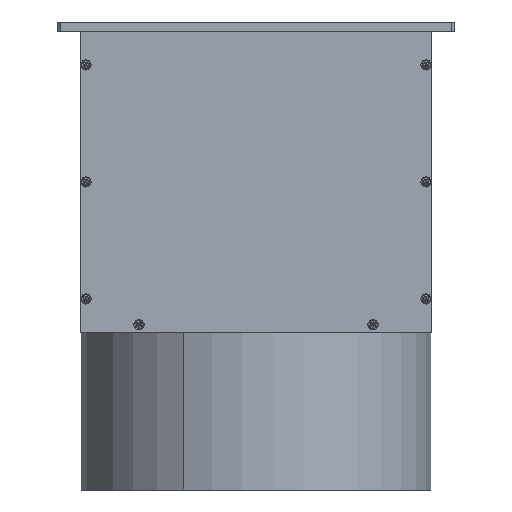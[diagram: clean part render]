
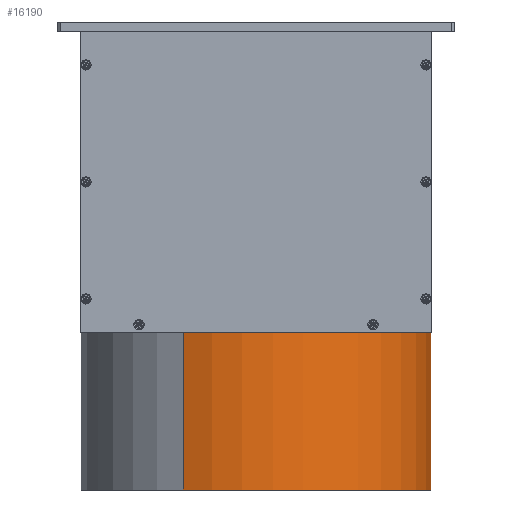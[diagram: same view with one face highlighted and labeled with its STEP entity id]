
A CAD part, left-side view. The second image highlights one B-rep face of the part: STEP entity #16190.
In plain terms, the highlighted cylindrical face has radius 112.5 mm (diameter 225 mm), a partial arc.
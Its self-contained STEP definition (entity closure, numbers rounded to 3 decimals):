
#639 = VECTOR ( 'NONE', #9348, 1000. ) ;
#779 = ORIENTED_EDGE ( 'NONE', *, *, #20008, .F. ) ;
#981 = EDGE_CURVE ( 'NONE', #2479, #7843, #16155, .T. ) ;
#2479 = VERTEX_POINT ( 'NONE', #13836 ) ;
#4190 = DIRECTION ( 'NONE',  ( -0.91, 0.414, 0. ) ) ;
#5088 = FACE_OUTER_BOUND ( 'NONE', #11324, .T. ) ;
#5126 = VERTEX_POINT ( 'NONE', #16728 ) ;
#5982 = CARTESIAN_POINT ( 'NONE',  ( 0., 0., -173.035 ) ) ;
#6606 = ORIENTED_EDGE ( 'NONE', *, *, #21629, .F. ) ;
#6734 = DIRECTION ( 'NONE',  ( 0., 0., -1. ) ) ;
#6740 = DIRECTION ( 'NONE',  ( 0., 0., -1. ) ) ;
#7843 = VERTEX_POINT ( 'NONE', #11759 ) ;
#8775 = CYLINDRICAL_SURFACE ( 'NONE', #10711, 112.5 ) ;
#8778 = CARTESIAN_POINT ( 'NONE',  ( 0., 0., -101. ) ) ;
#9348 = DIRECTION ( 'NONE',  ( 0., 0., -1. ) ) ;
#10711 = AXIS2_PLACEMENT_3D ( 'NONE', #5982, #10919, #4190 ) ;
#10919 = DIRECTION ( 'NONE',  ( 0., 0., -1. ) ) ;
#11182 = LINE ( 'NONE', #18756, #13564 ) ;
#11324 = EDGE_LOOP ( 'NONE', ( #6606, #16662, #18924, #779 ) ) ;
#11759 = CARTESIAN_POINT ( 'NONE',  ( -102.417, 46.55, 0. ) ) ;
#11914 = AXIS2_PLACEMENT_3D ( 'NONE', #8778, #13530, #13598 ) ;
#13016 = CARTESIAN_POINT ( 'NONE',  ( -102.417, 46.55, -101. ) ) ;
#13530 = DIRECTION ( 'NONE',  ( 0., 0., -1. ) ) ;
#13564 = VECTOR ( 'NONE', #6734, 1000. ) ;
#13598 = DIRECTION ( 'NONE',  ( -0.91, 0.414, 0. ) ) ;
#13836 = CARTESIAN_POINT ( 'NONE',  ( 102.417, -46.55, 0. ) ) ;
#14786 = EDGE_CURVE ( 'NONE', #7843, #19740, #18108, .T. ) ;
#15473 = CIRCLE ( 'NONE', #11914, 112.5 ) ;
#16155 = CIRCLE ( 'NONE', #17048, 112.5 ) ;
#16190 = ADVANCED_FACE ( 'NONE', ( #5088 ), #8775, .T. ) ;
#16662 = ORIENTED_EDGE ( 'NONE', *, *, #981, .T. ) ;
#16728 = CARTESIAN_POINT ( 'NONE',  ( 102.417, -46.55, -101. ) ) ;
#16834 = CARTESIAN_POINT ( 'NONE',  ( 0., 0., 0. ) ) ;
#17048 = AXIS2_PLACEMENT_3D ( 'NONE', #16834, #6740, #18551 ) ;
#18108 = LINE ( 'NONE', #21327, #639 ) ;
#18551 = DIRECTION ( 'NONE',  ( -0.91, 0.414, 0. ) ) ;
#18756 = CARTESIAN_POINT ( 'NONE',  ( 102.417, -46.55, -173.035 ) ) ;
#18924 = ORIENTED_EDGE ( 'NONE', *, *, #14786, .T. ) ;
#19740 = VERTEX_POINT ( 'NONE', #13016 ) ;
#20008 = EDGE_CURVE ( 'NONE', #5126, #19740, #15473, .T. ) ;
#21327 = CARTESIAN_POINT ( 'NONE',  ( -102.417, 46.55, -173.035 ) ) ;
#21629 = EDGE_CURVE ( 'NONE', #2479, #5126, #11182, .T. ) ;
